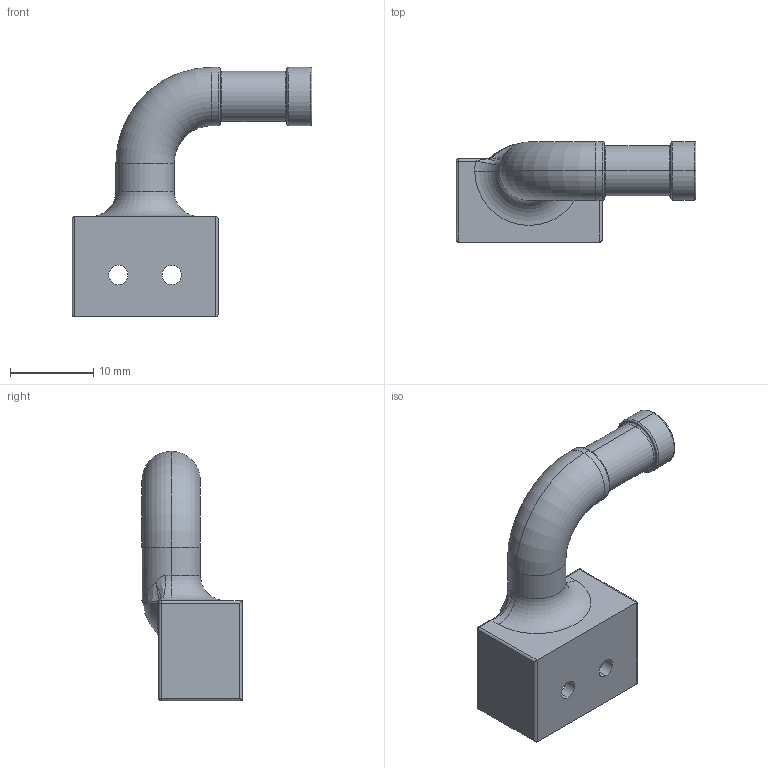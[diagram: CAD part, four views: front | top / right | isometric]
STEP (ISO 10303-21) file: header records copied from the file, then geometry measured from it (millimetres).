
FILE_DESCRIPTION (( 'STEP AP203' ), '1' );
FILE_NAME ('W0003510-76-micro switch left.STEP', '2024-05-27T12:23:06', ( '' ), ( '' ), 'SwSTEP 2.0', 'SolidWorks 2024', '' );
FILE_SCHEMA (( 'CONFIG_CONTROL_DESIGN' ));
Length unit declared in the file: millimetre
Products named in the file (1): W0003510-76-micro switch left
Bounding box: 28.75 x 12 x 29.88 mm (x, y, z)
Volume: 1800.1 mm3; surface area: 2488.5 mm2
Topology: 1 solids, 1 shells, 122 faces, 280 edges, 150 vertices
Faces by surface type: cylinder 46, torus 34, bspline 18, plane 15, sphere 9
Entity records: 5062 total; most frequent: CARTESIAN_POINT 2358, DIRECTION 582, ORIENTED_EDGE 536, EDGE_CURVE 268, AXIS2_PLACEMENT_3D 255, VERTEX_POINT 150, CIRCLE 150, EDGE_LOOP 134
